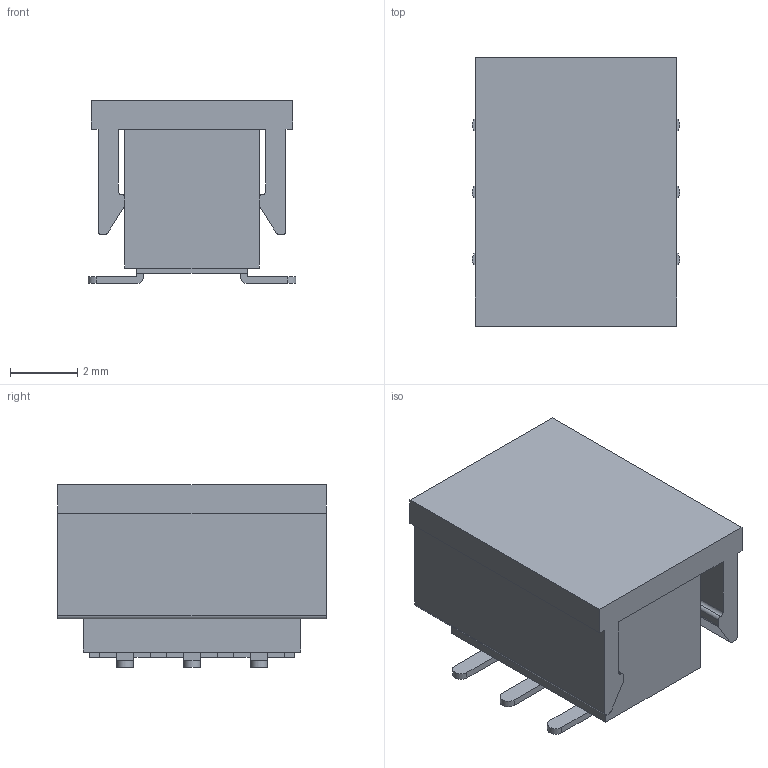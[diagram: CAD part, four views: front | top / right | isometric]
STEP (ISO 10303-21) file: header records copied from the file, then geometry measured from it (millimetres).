
FILE_DESCRIPTION(/* description */ ('Unknown'),/* implementation_level */ '2;1');
FILE_NAME(/* name */ 'J_Wurth_WR-PHD_621306242921',/* time_stamp */ '2025-04-25T15:48:21+08:00',/* author */ ('Unknown'),/* organization */ ('Unknown'),/* preprocessor_version */ 'ST-DEVELOPER v19.4',/* originating_system */ 'Solid Edge',/* authorisation */ 'Unknown');
FILE_SCHEMA (('AUTOMOTIVE_DESIGN {1 0 10303 214 3 1 1}'));
Length unit declared in the file: millimetre
Products named in the file (2): J_Wurth_WR-PHD_621306242921
Assembly tree (1 placements, depth 2):
  J_Wurth_WR-PHD_621306242921
    J_Wurth_WR-PHD_621306242921
Bounding box: 6.2 x 8 x 5.45 mm (x, y, z)
Volume: 149.5 mm3; surface area: 643.8 mm2
Topology: 8 solids, 8 shells, 543 faces, 1464 edges, 938 vertices
Faces by surface type: plane 371, cylinder 160, bspline 12
Entity records: 17238 total; most frequent: CARTESIAN_POINT 3403, ORIENTED_EDGE 2928, DIRECTION 2784, EDGE_CURVE 1464, LINE 1102, VECTOR 1102, VERTEX_POINT 938, AXIS2_PLACEMENT_3D 841
